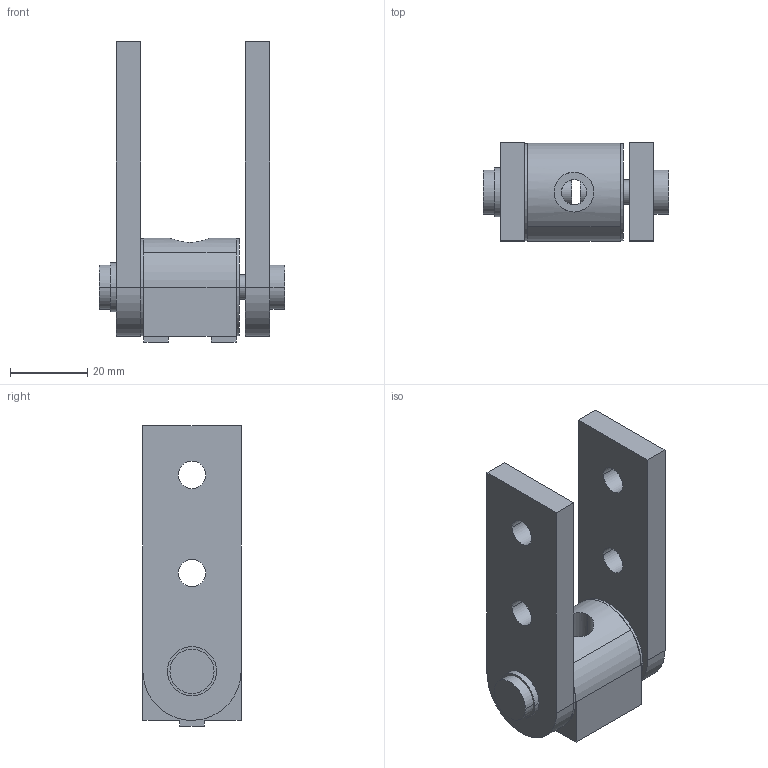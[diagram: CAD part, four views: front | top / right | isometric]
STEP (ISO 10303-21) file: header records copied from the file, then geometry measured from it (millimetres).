
FILE_DESCRIPTION((''),'2;1');
FILE_NAME('10HI8339.stp','2006-03-13T16:03:47',('Shawn Mantel'),('Faztek, LLC'),'Mechanical Desktop 2005','Mechanical Desktop 2005',', , ');
FILE_SCHEMA(('CONFIG_CONTROL_DESIGN'));
Length unit declared in the file: inch
Products named in the file (1): Product
Bounding box: 47.88 x 25.4 x 77.72 mm (x, y, z)
Volume: 37826.9 mm3; surface area: 19143.3 mm2
Topology: 11 solids, 11 shells, 108 faces, 243 edges, 160 vertices
Faces by surface type: cylinder 64, plane 44
Entity records: 3233 total; most frequent: DIRECTION 585, CARTESIAN_POINT 547, ORIENTED_EDGE 486, EDGE_CURVE 243, AXIS2_PLACEMENT_3D 235, VERTEX_POINT 160, EDGE_LOOP 141, CIRCLE 118
